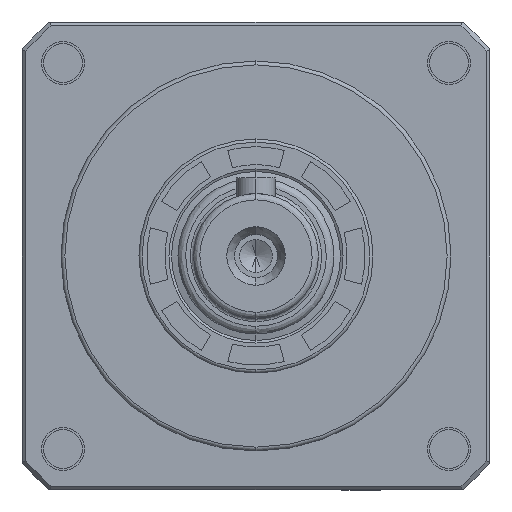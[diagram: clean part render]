
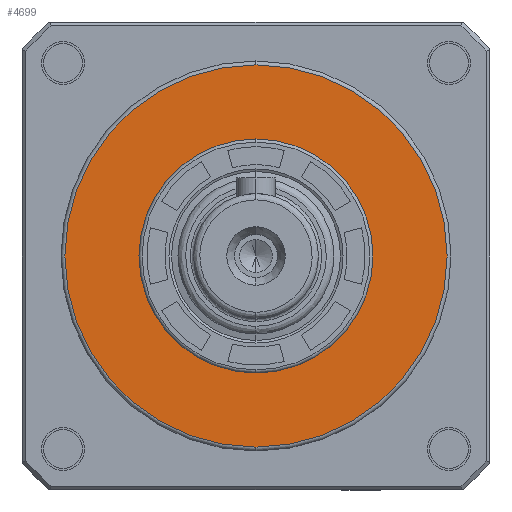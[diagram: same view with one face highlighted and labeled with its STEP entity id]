
A CAD part, left-side view. The second image highlights one B-rep face of the part: STEP entity #4699.
In plain terms, the highlighted planar face has unit normal (-1, 0, 0).
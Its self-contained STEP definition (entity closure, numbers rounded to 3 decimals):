
#1263 = ORIENTED_EDGE ( 'NONE', *, *, #11986, .F. ) ;
#1407 = DIRECTION ( 'NONE',  ( -1., 0., 0. ) ) ;
#3481 = CARTESIAN_POINT ( 'NONE',  ( 2., 0., 0. ) ) ;
#4288 = ORIENTED_EDGE ( 'NONE', *, *, #13750, .F. ) ;
#4699 = ADVANCED_FACE ( 'NONE', ( #14717, #10214 ), #13780, .F. ) ;
#5897 = AXIS2_PLACEMENT_3D ( 'NONE', #17937, #33970, #31102 ) ;
#7085 = CARTESIAN_POINT ( 'NONE',  ( 2., 0., 24.5 ) ) ;
#8497 = CARTESIAN_POINT ( 'NONE',  ( 2., 21.693, 0. ) ) ;
#8717 = DIRECTION ( 'NONE',  ( -1., 0., 0. ) ) ;
#8834 = DIRECTION ( 'NONE',  ( 0., 0., -1. ) ) ;
#9605 = AXIS2_PLACEMENT_3D ( 'NONE', #17114, #1407, #27540 ) ;
#9634 = VERTEX_POINT ( 'NONE', #30188 ) ;
#9689 = EDGE_CURVE ( 'NONE', #9634, #23736, #12617, .T. ) ;
#9801 = VERTEX_POINT ( 'NONE', #15617 ) ;
#9906 = CIRCLE ( 'NONE', #9605, 15. ) ;
#10214 = FACE_OUTER_BOUND ( 'NONE', #15950, .T. ) ;
#10231 = ORIENTED_EDGE ( 'NONE', *, *, #22306, .T. ) ;
#11469 = CARTESIAN_POINT ( 'NONE',  ( 2., 0., 0. ) ) ;
#11986 = EDGE_CURVE ( 'NONE', #12801, #9801, #20777, .T. ) ;
#12617 = CIRCLE ( 'NONE', #30598, 24.5 ) ;
#12794 = AXIS2_PLACEMENT_3D ( 'NONE', #8497, #32259, #8834 ) ;
#12801 = VERTEX_POINT ( 'NONE', #21181 ) ;
#13750 = EDGE_CURVE ( 'NONE', #9801, #12801, #9906, .T. ) ;
#13780 = PLANE ( 'NONE',  #12794 ) ;
#14717 = FACE_BOUND ( 'NONE', #19952, .T. ) ;
#15617 = CARTESIAN_POINT ( 'NONE',  ( 2., 0., 15. ) ) ;
#15950 = EDGE_LOOP ( 'NONE', ( #10231, #25547 ) ) ;
#16653 = DIRECTION ( 'NONE',  ( -1., 0., 0. ) ) ;
#17114 = CARTESIAN_POINT ( 'NONE',  ( 2., 0., 0. ) ) ;
#17937 = CARTESIAN_POINT ( 'NONE',  ( 2., 0., 0. ) ) ;
#19952 = EDGE_LOOP ( 'NONE', ( #4288, #1263 ) ) ;
#20777 = CIRCLE ( 'NONE', #28530, 15. ) ;
#21181 = CARTESIAN_POINT ( 'NONE',  ( 2., 0., -15. ) ) ;
#22306 = EDGE_CURVE ( 'NONE', #23736, #9634, #27218, .T. ) ;
#23736 = VERTEX_POINT ( 'NONE', #7085 ) ;
#24469 = DIRECTION ( 'NONE',  ( 0., 0., 1. ) ) ;
#24565 = DIRECTION ( 'NONE',  ( 0., 0., 1. ) ) ;
#25547 = ORIENTED_EDGE ( 'NONE', *, *, #9689, .T. ) ;
#27218 = CIRCLE ( 'NONE', #5897, 24.5 ) ;
#27540 = DIRECTION ( 'NONE',  ( 0., 0., 1. ) ) ;
#28530 = AXIS2_PLACEMENT_3D ( 'NONE', #3481, #16653, #24565 ) ;
#30188 = CARTESIAN_POINT ( 'NONE',  ( 2., 0., -24.5 ) ) ;
#30598 = AXIS2_PLACEMENT_3D ( 'NONE', #11469, #8717, #24469 ) ;
#31102 = DIRECTION ( 'NONE',  ( 0., 0., 1. ) ) ;
#32259 = DIRECTION ( 'NONE',  ( 1., 0., 0. ) ) ;
#33970 = DIRECTION ( 'NONE',  ( -1., 0., 0. ) ) ;
